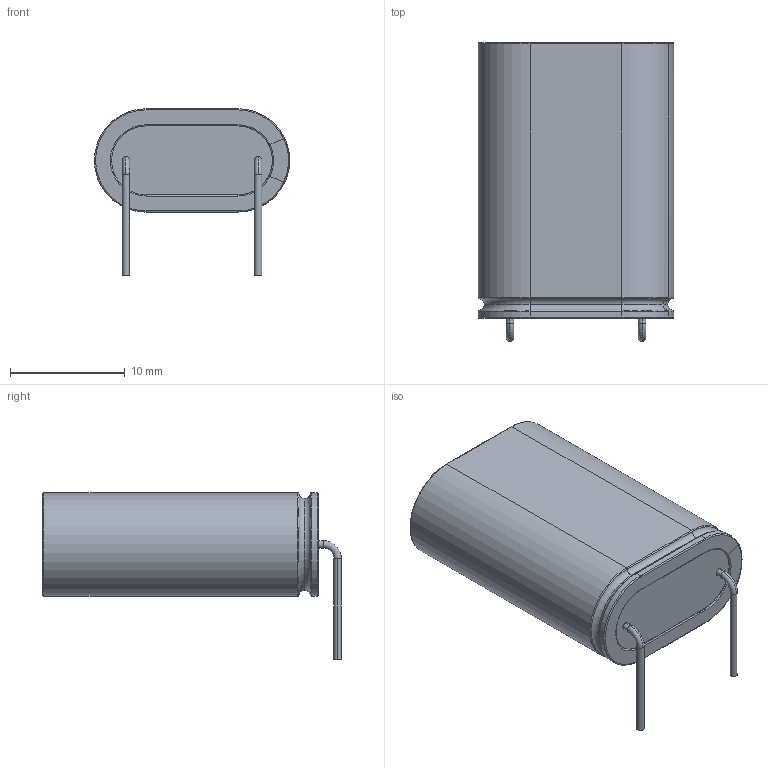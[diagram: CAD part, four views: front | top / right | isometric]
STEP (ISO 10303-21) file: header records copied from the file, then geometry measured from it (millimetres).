
FILE_DESCRIPTION (( 'STEP AP214' ), '1' );
FILE_NAME ('SCap_DGH155Q5R5_modified.STEP', '2022-11-10T07:24:33', ( '' ), ( '' ), 'SwSTEP 2.0', 'SolidWorks 2021', '' );
FILE_SCHEMA (( 'AUTOMOTIVE_DESIGN' ));
Length unit declared in the file: millimetre
Products named in the file (1): SCap_DGH155Q5R5_modified
Bounding box: 17 x 26 x 14.5 mm (x, y, z)
Volume: 3222.6 mm3; surface area: 1402.6 mm2
Topology: 1 solids, 1 shells, 156 faces, 372 edges, 220 vertices
Faces by surface type: torus 105, cylinder 35, plane 16
Entity records: 5864 total; most frequent: CARTESIAN_POINT 1054, DIRECTION 923, ORIENTED_EDGE 744, AXIS2_PLACEMENT_3D 433, EDGE_CURVE 372, CIRCLE 276, VERTEX_POINT 220, EDGE_LOOP 158
